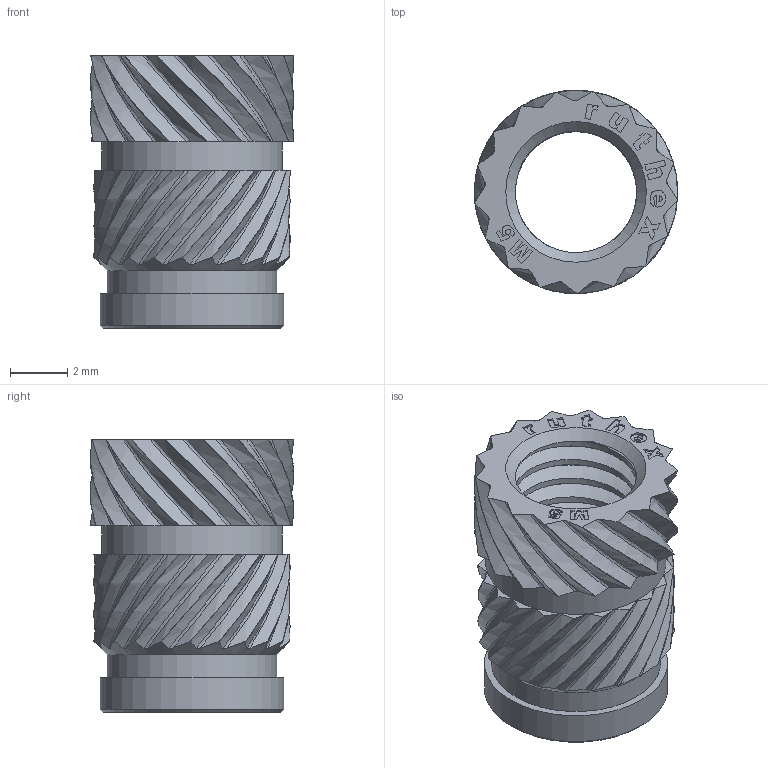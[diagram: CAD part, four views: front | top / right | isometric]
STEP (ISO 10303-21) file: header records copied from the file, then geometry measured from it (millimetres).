
FILE_DESCRIPTION(/* description */ (''),/* implementation_level */ '2;1');
FILE_NAME(/* name */ 'ruthex RX-M5x9.5 v2.step',/* time_stamp */ '2020-10-29T22:06:07+01:00',/* author */ (''),/* organization */ (''),/* preprocessor_version */ 'ST-DEVELOPER v18.1',/* originating_system */ 'Autodesk Translation Framework v9.3.0.1241',/* authorisation */ '');
FILE_SCHEMA (('AUTOMOTIVE_DESIGN { 1 0 10303 214 3 1 1 }'));
Length unit declared in the file: millimetre
Products named in the file (2): ruthex RX-M5x9.5; ruthex RX-M5x9,5
Assembly tree (1 placements, depth 2):
  ruthex RX-M5x9.5
    ruthex RX-M5x9,5
Bounding box: 7.09 x 7.1 x 9.5 mm (x, y, z)
Volume: 155.4 mm3; surface area: 502.4 mm2
Topology: 1 solids, 1 shells, 336 faces, 1093 edges, 771 vertices
Faces by surface type: bspline 220, plane 85, cylinder 28, cone 3
Full cylindrical faces by diameter (mm): 4.234 x5, 5.12 x4, 5.9 x1, 6.3 x1, 6.4 x1
Entity records: 18681 total; most frequent: CARTESIAN_POINT 10861, ORIENTED_EDGE 2186, EDGE_CURVE 1093, VERTEX_POINT 771, DIRECTION 729, B_SPLINE_CURVE_WITH_KNOTS 692, EDGE_LOOP 350, FACE_OUTER_BOUND 336
